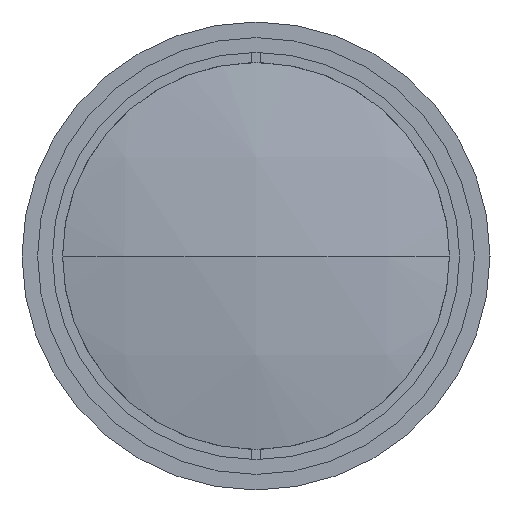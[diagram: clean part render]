
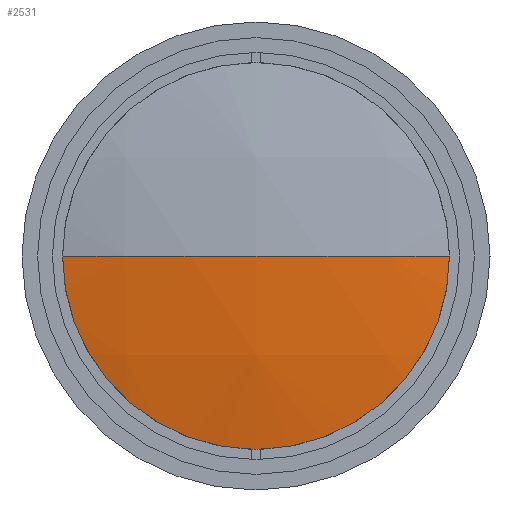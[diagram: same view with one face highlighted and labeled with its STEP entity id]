
A CAD part, left-side view. The second image highlights one B-rep face of the part: STEP entity #2531.
In plain terms, the highlighted spherical face has radius 151.75 mm.
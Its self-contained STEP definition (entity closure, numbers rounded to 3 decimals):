
#127 = CARTESIAN_POINT ( 'NONE',  ( 3.305, 31.5, 0. ) ) ;
#136 = DIRECTION ( 'NONE',  ( 0., 1., 0. ) ) ;
#246 = CIRCLE ( 'NONE', #552, 31.5 ) ;
#331 = ORIENTED_EDGE ( 'NONE', *, *, #1997, .T. ) ;
#341 = CARTESIAN_POINT ( 'NONE',  ( 151.75, 0., 0. ) ) ;
#455 = AXIS2_PLACEMENT_3D ( 'NONE', #1601, #1199, #2171 ) ;
#552 = AXIS2_PLACEMENT_3D ( 'NONE', #2388, #904, #2181 ) ;
#652 = DIRECTION ( 'NONE',  ( 0., 1., 0. ) ) ;
#828 = CARTESIAN_POINT ( 'NONE',  ( 151.75, 0., 0. ) ) ;
#904 = DIRECTION ( 'NONE',  ( -1., 0., 0. ) ) ;
#1101 = EDGE_CURVE ( 'NONE', #1376, #2020, #2549, .T. ) ;
#1115 = VERTEX_POINT ( 'NONE', #1398 ) ;
#1157 = AXIS2_PLACEMENT_3D ( 'NONE', #341, #1534, #136 ) ;
#1188 = CIRCLE ( 'NONE', #1157, 151.75 ) ;
#1199 = DIRECTION ( 'NONE',  ( 0., 0., 1. ) ) ;
#1273 = ORIENTED_EDGE ( 'NONE', *, *, #1580, .T. ) ;
#1317 = AXIS2_PLACEMENT_3D ( 'NONE', #828, #1816, #652 ) ;
#1376 = VERTEX_POINT ( 'NONE', #127 ) ;
#1398 = CARTESIAN_POINT ( 'NONE',  ( 3.305, -31.5, 0. ) ) ;
#1534 = DIRECTION ( 'NONE',  ( 0., 0., -1. ) ) ;
#1580 = EDGE_CURVE ( 'NONE', #1115, #2020, #1188, .T. ) ;
#1601 = CARTESIAN_POINT ( 'NONE',  ( 151.75, 0., 0. ) ) ;
#1633 = CARTESIAN_POINT ( 'NONE',  ( 0., 0., 0. ) ) ;
#1816 = DIRECTION ( 'NONE',  ( 0., 0., -1. ) ) ;
#1997 = EDGE_CURVE ( 'NONE', #1376, #1115, #246, .T. ) ;
#2020 = VERTEX_POINT ( 'NONE', #1633 ) ;
#2134 = SPHERICAL_SURFACE ( 'NONE', #1317, 151.75 ) ;
#2171 = DIRECTION ( 'NONE',  ( 1., 0., 0. ) ) ;
#2181 = DIRECTION ( 'NONE',  ( 0., 0., 1. ) ) ;
#2183 = ORIENTED_EDGE ( 'NONE', *, *, #1101, .F. ) ;
#2188 = FACE_OUTER_BOUND ( 'NONE', #2554, .T. ) ;
#2388 = CARTESIAN_POINT ( 'NONE',  ( 3.305, 0., 0. ) ) ;
#2531 = ADVANCED_FACE ( 'NONE', ( #2188 ), #2134, .T. ) ;
#2549 = CIRCLE ( 'NONE', #455, 151.75 ) ;
#2554 = EDGE_LOOP ( 'NONE', ( #331, #1273, #2183 ) ) ;
